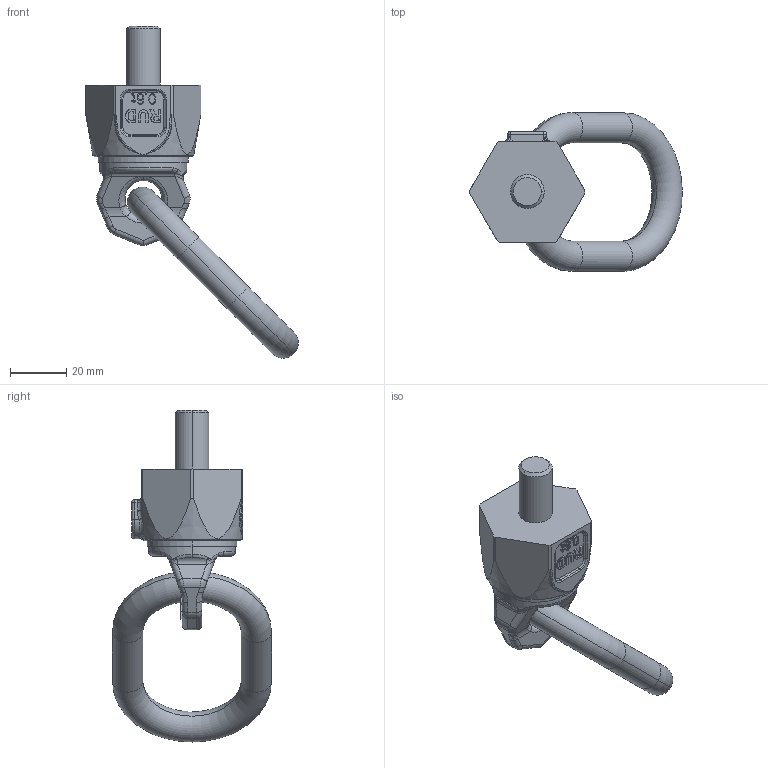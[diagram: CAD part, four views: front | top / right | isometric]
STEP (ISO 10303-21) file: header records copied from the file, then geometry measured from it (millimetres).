
FILE_DESCRIPTION((''),'2;1');
FILE_NAME('001-M31707-P-30_ASM','2018-05-09T',('Anja.Joas'),(''),'PRO/ENGINEER BY PARAMETRIC TECHNOLOGY CORPORATION, 2011490','PRO/ENGINEER BY PARAMETRIC TECHNOLOGY CORPORATION, 2011490','');
FILE_SCHEMA(('CONFIG_CONTROL_DESIGN'));
Length unit declared in the file: millimetre
Products named in the file (5): 001-M31522-P-40_AF0; 001-M31527-P-1; 001-M31707-P-30; 001-M31629-P-7; 001-M31707-P-30_ASM
Assembly tree (4 placements, depth 2):
  001-M31707-P-30_ASM
    001-M31522-P-40_AF0
    001-M31527-P-1
    001-M31707-P-30
    001-M31629-P-7
Bounding box: 75.66 x 56.6 x 118.16 mm (x, y, z)
Volume: 58162.6 mm3; surface area: 18099.6 mm2
Topology: 4 solids, 4 shells, 948 faces, 2617 edges, 1708 vertices
Faces by surface type: plane 779, cylinder 74, bspline 58, torus 29, cone 5, sphere 2, extrusion 1
Entity records: 33066 total; most frequent: CARTESIAN_POINT 9171, ORIENTED_EDGE 5234, DIRECTION 4457, EDGE_CURVE 2617, VECTOR 2231, LINE 2230, VERTEX_POINT 1708, AXIS2_PLACEMENT_3D 1113
